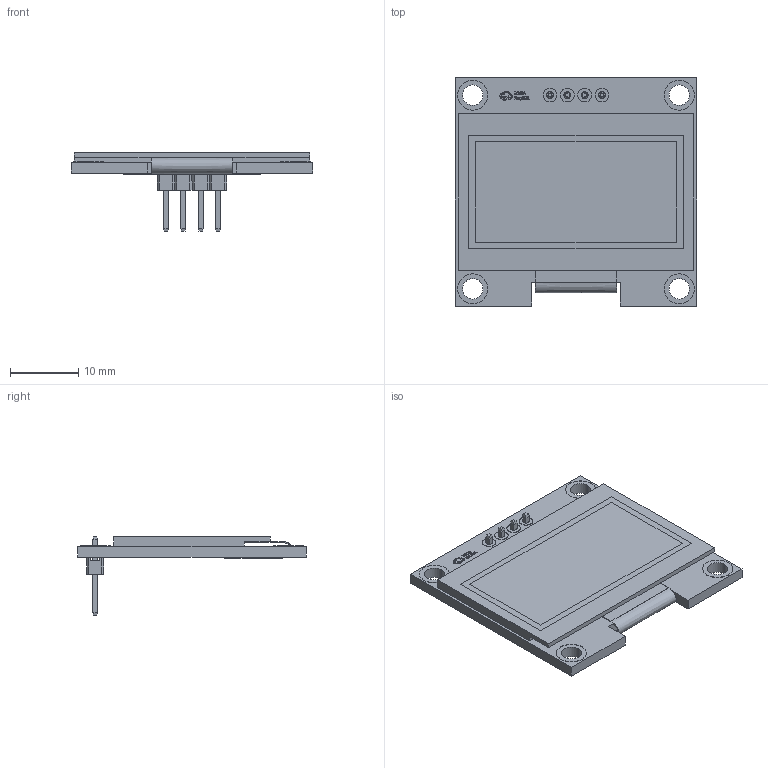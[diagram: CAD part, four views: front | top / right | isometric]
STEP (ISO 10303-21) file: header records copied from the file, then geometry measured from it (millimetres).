
FILE_DESCRIPTION(('FreeCAD Model'),'2;1');
FILE_NAME('Open CASCADE Shape Model','2024-03-02T14:48:19',(''),(''), 'Open CASCADE STEP processor 7.6','FreeCAD','Unknown');
FILE_SCHEMA(('AUTOMOTIVE_DESIGN { 1 0 10303 214 1 1 1 1 }'));
Length unit declared in the file: millimetre
Products named in the file (9): PCBModel; OLED1; 0.96OLED_4P; SOLID; COMPOUND005; COMPOUND001; COMPOUND002; COMPOUND003; COMPOUND004
Assembly tree (8 placements, depth 5):
  PCBModel
    OLED1
      0.96OLED_4P
        SOLID
        COMPOUND005
          COMPOUND001
          COMPOUND002
          COMPOUND003
          COMPOUND004
Bounding box: 35.4 x 33.5 x 11.52 mm (x, y, z)
Volume: 2897.1 mm3; surface area: 3638.1 mm2
Topology: 5 solids, 5 shells, 677 faces, 1772 edges, 1170 vertices
Faces by surface type: plane 431, bspline 198, cylinder 48
Entity records: 26798 total; most frequent: CARTESIAN_POINT 6462, ORIENTED_EDGE 3544, DIRECTION 2440, EDGE_CURVE 1772, LINE 1272, VECTOR 1272, VERTEX_POINT 1170, FACE_BOUND 758
